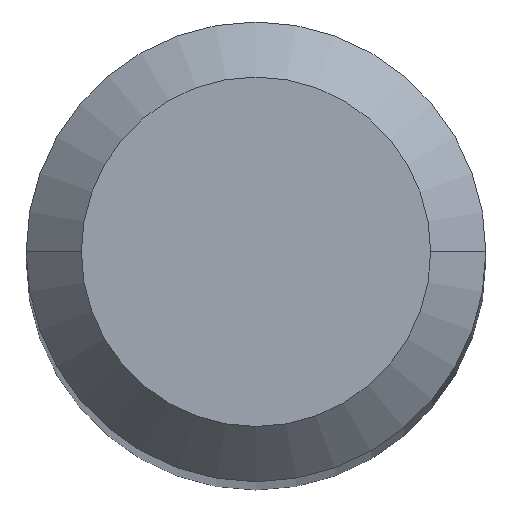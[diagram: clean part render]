
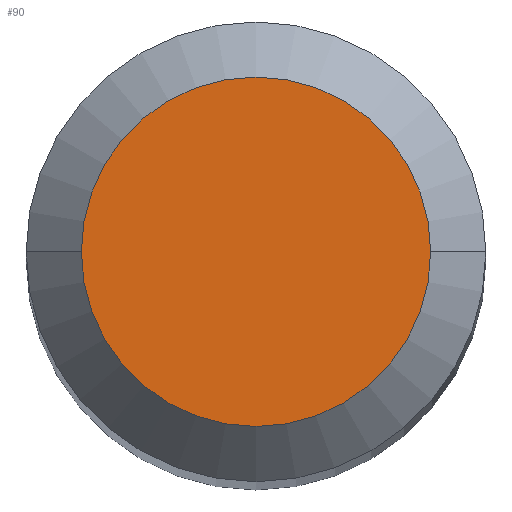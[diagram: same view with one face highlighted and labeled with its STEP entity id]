
A CAD part, top view. The second image highlights one B-rep face of the part: STEP entity #90.
In plain terms, the highlighted planar face has unit normal (0, 0, 1).
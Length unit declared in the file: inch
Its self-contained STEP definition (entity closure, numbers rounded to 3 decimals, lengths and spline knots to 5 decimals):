
#30 = EDGE_CURVE ( 'NONE', #394, #158, #232, .T. ) ;
#44 = ORIENTED_EDGE ( 'NONE', *, *, #255, .T. ) ;
#63 = FACE_OUTER_BOUND ( 'NONE', #197, .T. ) ;
#89 = CARTESIAN_POINT ( 'NONE',  ( 0., 0., 0. ) ) ;
#90 = ADVANCED_FACE ( 'NONE', ( #63 ), #107, .F. ) ;
#105 = DIRECTION ( 'NONE',  ( 0., 0., -1. ) ) ;
#107 = PLANE ( 'NONE',  #138 ) ;
#131 = DIRECTION ( 'NONE',  ( 0., 0., 1. ) ) ;
#138 = AXIS2_PLACEMENT_3D ( 'NONE', #338, #105, #497 ) ;
#158 = VERTEX_POINT ( 'NONE', #444 ) ;
#167 = DIRECTION ( 'NONE',  ( 1., 0., 0. ) ) ;
#197 = EDGE_LOOP ( 'NONE', ( #249, #44 ) ) ;
#220 = CARTESIAN_POINT ( 'NONE',  ( -0.0475, 0., 0. ) ) ;
#232 = CIRCLE ( 'NONE', #386, 0.0475 ) ;
#249 = ORIENTED_EDGE ( 'NONE', *, *, #30, .T. ) ;
#255 = EDGE_CURVE ( 'NONE', #158, #394, #461, .T. ) ;
#256 = CARTESIAN_POINT ( 'NONE',  ( 0., 0., 0. ) ) ;
#265 = DIRECTION ( 'NONE',  ( 1., 0., 0. ) ) ;
#294 = DIRECTION ( 'NONE',  ( 0., 0., 1. ) ) ;
#338 = CARTESIAN_POINT ( 'NONE',  ( 0., 0.0475, 0. ) ) ;
#386 = AXIS2_PLACEMENT_3D ( 'NONE', #256, #294, #265 ) ;
#394 = VERTEX_POINT ( 'NONE', #220 ) ;
#444 = CARTESIAN_POINT ( 'NONE',  ( 0.0475, 0., 0. ) ) ;
#461 = CIRCLE ( 'NONE', #495, 0.0475 ) ;
#495 = AXIS2_PLACEMENT_3D ( 'NONE', #89, #131, #167 ) ;
#497 = DIRECTION ( 'NONE',  ( -1., 0., 0. ) ) ;
